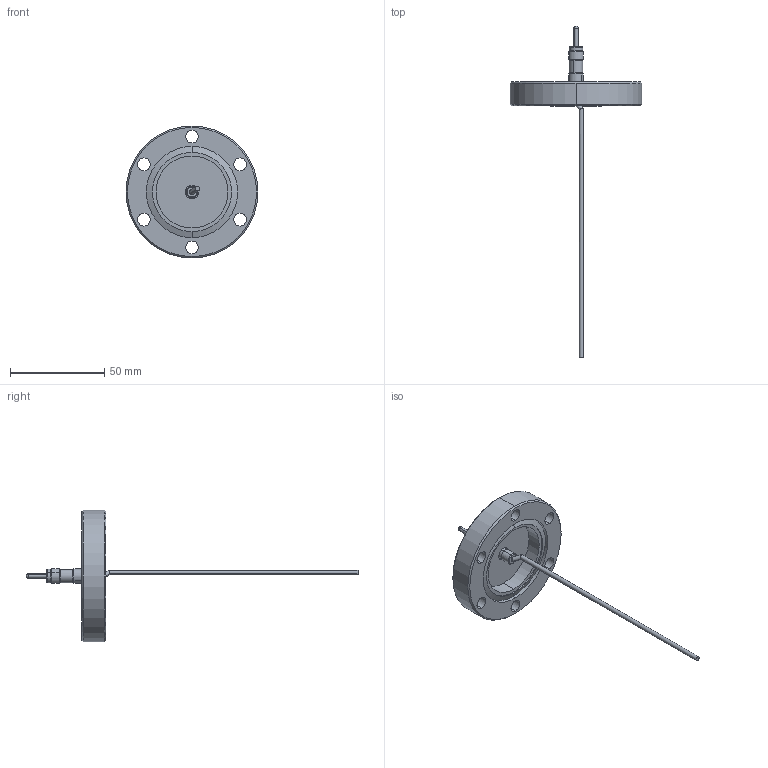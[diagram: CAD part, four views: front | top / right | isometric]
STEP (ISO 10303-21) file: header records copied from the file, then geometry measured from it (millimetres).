
FILE_DESCRIPTION (( 'STEP AP203' ), '1' );
FILE_NAME ('A2597-2-CF.STEP', '2013-06-17T11:40:26', ( '' ), ( '' ), 'SwSTEP 2.0', 'SolidWorks 2012', '' );
FILE_SCHEMA (( 'CONFIG_CONTROL_DESIGN' ));
Length unit declared in the file: inch
Products named in the file (1): A2597-2-CF
Bounding box: 69.85 x 175.74 x 69.85 mm (x, y, z)
Volume: 36390 mm3; surface area: 15145 mm2
Topology: 1 solids, 1 shells, 94 faces, 210 edges, 128 vertices
Faces by surface type: cylinder 54, cone 18, plane 14, torus 8
Entity records: 2742 total; most frequent: DIRECTION 517, CARTESIAN_POINT 463, ORIENTED_EDGE 420, AXIS2_PLACEMENT_3D 222, EDGE_CURVE 210, VERTEX_POINT 128, CIRCLE 127, EDGE_LOOP 118
